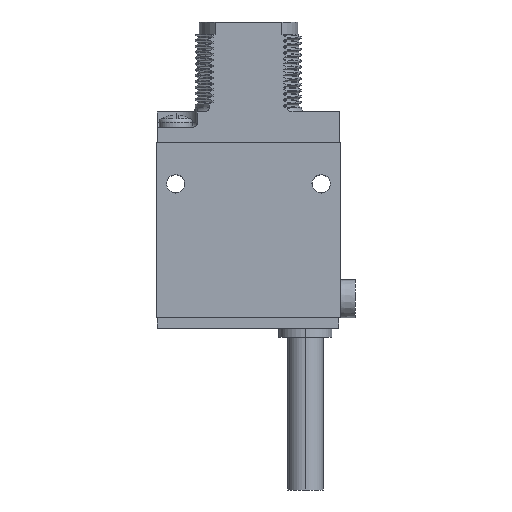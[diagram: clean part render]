
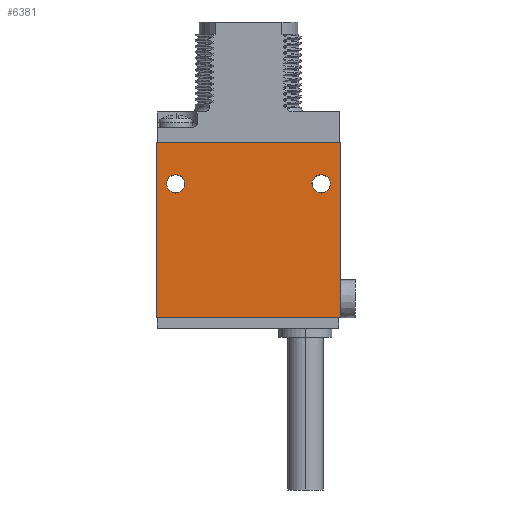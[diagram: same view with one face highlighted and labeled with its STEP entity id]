
A CAD part, left-side view. The second image highlights one B-rep face of the part: STEP entity #6381.
In plain terms, the highlighted planar face has unit normal (-1, 0, 0).
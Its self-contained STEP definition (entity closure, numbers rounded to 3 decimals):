
#1=DIRECTION('',(0.,-1.,0.));
#2=VECTOR('',#1,0.127);
#3=CARTESIAN_POINT('',(-6.02,0.127,0.));
#4=LINE('',#3,#2);
#5=DIRECTION('',(0.,0.,-1.));
#6=VECTOR('',#5,29.464);
#7=CARTESIAN_POINT('',(-6.02,0.,0.));
#8=LINE('',#7,#6);
#9=DIRECTION('',(0.,1.,0.));
#10=VECTOR('',#9,30.785);
#11=CARTESIAN_POINT('',(-6.02,0.,-29.464));
#12=LINE('',#11,#10);
#13=DIRECTION('',(0.,0.,1.));
#14=VECTOR('',#13,29.464);
#15=CARTESIAN_POINT('',(-6.02,30.785,-29.464));
#16=LINE('',#15,#14);
#17=DIRECTION('',(0.,-1.,0.));
#18=VECTOR('',#17,0.076);
#19=CARTESIAN_POINT('',(-6.02,30.785,0.));
#20=LINE('',#19,#18);
#21=DIRECTION('',(0.,-1.,0.));
#22=VECTOR('',#21,30.582);
#23=CARTESIAN_POINT('',(-6.02,30.709,0.));
#24=LINE('',#23,#22);
#25=CARTESIAN_POINT('',(-6.02,27.61,-6.985));
#26=DIRECTION('',(1.,0.,0.));
#27=DIRECTION('',(0.,0.,-1.));
#28=AXIS2_PLACEMENT_3D('',#25,#26,#27);
#30=CARTESIAN_POINT('',(-6.02,27.61,-6.985));
#31=DIRECTION('',(1.,0.,0.));
#32=DIRECTION('',(0.,0.,1.));
#33=AXIS2_PLACEMENT_3D('',#30,#31,#32);
#35=CARTESIAN_POINT('',(-6.02,3.175,-6.985));
#36=DIRECTION('',(1.,0.,0.));
#37=DIRECTION('',(0.,0.,-1.));
#38=AXIS2_PLACEMENT_3D('',#35,#36,#37);
#40=CARTESIAN_POINT('',(-6.02,3.175,-6.985));
#41=DIRECTION('',(1.,0.,0.));
#42=DIRECTION('',(0.,0.,1.));
#43=AXIS2_PLACEMENT_3D('',#40,#41,#42);
#5645=CARTESIAN_POINT('',(-6.02,0.,0.));
#5646=CARTESIAN_POINT('',(-6.02,0.,-29.464));
#5647=VERTEX_POINT('',#5645);
#5648=VERTEX_POINT('',#5646);
#5649=CARTESIAN_POINT('',(-6.02,30.785,-29.464));
#5650=VERTEX_POINT('',#5649);
#5651=CARTESIAN_POINT('',(-6.02,30.785,0.));
#5652=VERTEX_POINT('',#5651);
#5661=CARTESIAN_POINT('',(-6.02,27.61,-8.535));
#5662=CARTESIAN_POINT('',(-6.02,27.61,-5.435));
#5663=VERTEX_POINT('',#5661);
#5664=VERTEX_POINT('',#5662);
#5665=CARTESIAN_POINT('',(-6.02,3.175,-8.535));
#5666=CARTESIAN_POINT('',(-6.02,3.175,-5.435));
#5667=VERTEX_POINT('',#5665);
#5668=VERTEX_POINT('',#5666);
#6122=CARTESIAN_POINT('',(-6.02,30.709,0.));
#6123=CARTESIAN_POINT('',(-6.02,0.127,0.));
#6124=VERTEX_POINT('',#6122);
#6125=VERTEX_POINT('',#6123);
#6350=CARTESIAN_POINT('',(-6.02,0.,0.));
#6351=DIRECTION('',(1.,0.,0.));
#6352=DIRECTION('',(0.,0.,-1.));
#6353=AXIS2_PLACEMENT_3D('',#6350,#6351,#6352);
#6354=PLANE('',#6353);
#6356=ORIENTED_EDGE('',*,*,#6355,.T.);
#6358=ORIENTED_EDGE('',*,*,#6357,.T.);
#6360=ORIENTED_EDGE('',*,*,#6359,.T.);
#6362=ORIENTED_EDGE('',*,*,#6361,.T.);
#6364=ORIENTED_EDGE('',*,*,#6363,.T.);
#6366=ORIENTED_EDGE('',*,*,#6365,.T.);
#6367=EDGE_LOOP('',(#6356,#6358,#6360,#6362,#6364,#6366));
#6368=FACE_OUTER_BOUND('',#6367,.F.);
#6370=ORIENTED_EDGE('',*,*,#6369,.F.);
#6372=ORIENTED_EDGE('',*,*,#6371,.F.);
#6373=EDGE_LOOP('',(#6370,#6372));
#6374=FACE_BOUND('',#6373,.F.);
#6376=ORIENTED_EDGE('',*,*,#6375,.F.);
#6378=ORIENTED_EDGE('',*,*,#6377,.F.);
#6379=EDGE_LOOP('',(#6376,#6378));
#6380=FACE_BOUND('',#6379,.F.);
#6381=ADVANCED_FACE('',(#6368,#6374,#6380),#6354,.F.);
#29=CIRCLE('',#28,1.55);
#34=CIRCLE('',#33,1.55);
#39=CIRCLE('',#38,1.55);
#44=CIRCLE('',#43,1.55);
#6355=EDGE_CURVE('',#6125,#5647,#4,.T.);
#6357=EDGE_CURVE('',#5647,#5648,#8,.T.);
#6359=EDGE_CURVE('',#5648,#5650,#12,.T.);
#6361=EDGE_CURVE('',#5650,#5652,#16,.T.);
#6363=EDGE_CURVE('',#5652,#6124,#20,.T.);
#6365=EDGE_CURVE('',#6124,#6125,#24,.T.);
#6369=EDGE_CURVE('',#5663,#5664,#29,.T.);
#6371=EDGE_CURVE('',#5664,#5663,#34,.T.);
#6375=EDGE_CURVE('',#5667,#5668,#39,.T.);
#6377=EDGE_CURVE('',#5668,#5667,#44,.T.);
